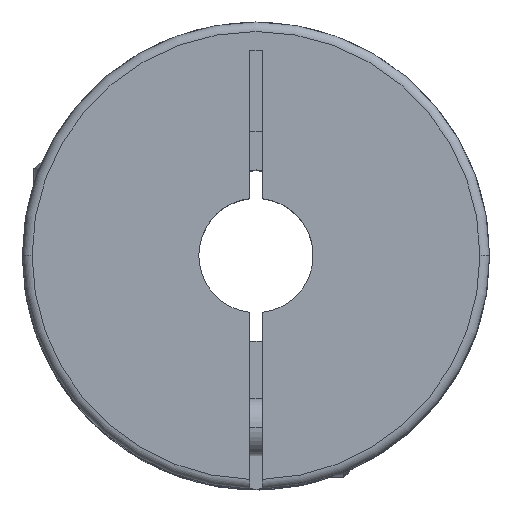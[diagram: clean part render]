
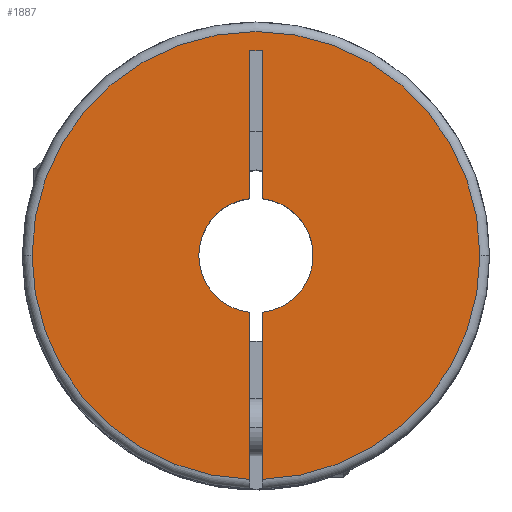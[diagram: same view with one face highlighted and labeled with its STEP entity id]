
A CAD part, top view. The second image highlights one B-rep face of the part: STEP entity #1887.
In plain terms, the highlighted planar face has unit normal (0, 0, 1).
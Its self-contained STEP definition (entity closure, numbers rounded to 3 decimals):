
#53 = CARTESIAN_POINT ( 'NONE',  ( -0.65, -5.965, 0. ) ) ;
#91 = ORIENTED_EDGE ( 'NONE', *, *, #1108, .F. ) ;
#95 = CARTESIAN_POINT ( 'NONE',  ( -6., 0., 0. ) ) ;
#109 = CIRCLE ( 'NONE', #3901, 6. ) ;
#238 = EDGE_CURVE ( 'NONE', #3137, #658, #2906, .T. ) ;
#342 = ORIENTED_EDGE ( 'NONE', *, *, #3697, .T. ) ;
#355 = VECTOR ( 'NONE', #727, 1000. ) ;
#481 = EDGE_CURVE ( 'NONE', #3708, #2300, #4476, .T. ) ;
#490 = ORIENTED_EDGE ( 'NONE', *, *, #3886, .F. ) ;
#529 = PLANE ( 'NONE',  #2026 ) ;
#548 = DIRECTION ( 'NONE',  ( 0., -1., 0. ) ) ;
#600 = CARTESIAN_POINT ( 'NONE',  ( 0.65, 21.5, 0. ) ) ;
#658 = VERTEX_POINT ( 'NONE', #2916 ) ;
#662 = DIRECTION ( 'NONE',  ( 0., -1., 0. ) ) ;
#697 = LINE ( 'NONE', #2775, #799 ) ;
#721 = ORIENTED_EDGE ( 'NONE', *, *, #4506, .F. ) ;
#727 = DIRECTION ( 'NONE',  ( 0., 1., 0. ) ) ;
#786 = VERTEX_POINT ( 'NONE', #4255 ) ;
#799 = VECTOR ( 'NONE', #3808, 1000. ) ;
#839 = CARTESIAN_POINT ( 'NONE',  ( 0., 0., 0. ) ) ;
#851 = DIRECTION ( 'NONE',  ( -1., 0., 0. ) ) ;
#873 = EDGE_CURVE ( 'NONE', #2092, #2268, #3103, .T. ) ;
#874 = CARTESIAN_POINT ( 'NONE',  ( 0., 0., 0. ) ) ;
#875 = AXIS2_PLACEMENT_3D ( 'NONE', #1634, #963, #3072 ) ;
#963 = DIRECTION ( 'NONE',  ( 0., 0., -1. ) ) ;
#1078 = LINE ( 'NONE', #3911, #355 ) ;
#1100 = VERTEX_POINT ( 'NONE', #2842 ) ;
#1108 = EDGE_CURVE ( 'NONE', #1100, #1680, #3493, .T. ) ;
#1273 = DIRECTION ( 'NONE',  ( -1., 0., 0. ) ) ;
#1343 = CARTESIAN_POINT ( 'NONE',  ( -0.65, 5.965, 0. ) ) ;
#1346 = CARTESIAN_POINT ( 'NONE',  ( 0., 0., 0. ) ) ;
#1351 = DIRECTION ( 'NONE',  ( 0., -1., 0. ) ) ;
#1353 = EDGE_CURVE ( 'NONE', #2300, #786, #697, .T. ) ;
#1383 = VECTOR ( 'NONE', #662, 1000. ) ;
#1419 = ORIENTED_EDGE ( 'NONE', *, *, #4144, .F. ) ;
#1576 = FACE_OUTER_BOUND ( 'NONE', #3630, .T. ) ;
#1632 = DIRECTION ( 'NONE',  ( -1., 0., 0. ) ) ;
#1634 = CARTESIAN_POINT ( 'NONE',  ( 0., 0., 0. ) ) ;
#1658 = CARTESIAN_POINT ( 'NONE',  ( 0., 0., 0. ) ) ;
#1668 = AXIS2_PLACEMENT_3D ( 'NONE', #3182, #3437, #4576 ) ;
#1680 = VERTEX_POINT ( 'NONE', #1343 ) ;
#1803 = CARTESIAN_POINT ( 'NONE',  ( -0.65, 21.5, 0. ) ) ;
#1887 = ADVANCED_FACE ( 'NONE', ( #1576 ), #529, .F. ) ;
#1992 = DIRECTION ( 'NONE',  ( 0., 0., -1. ) ) ;
#2022 = ORIENTED_EDGE ( 'NONE', *, *, #1353, .F. ) ;
#2026 = AXIS2_PLACEMENT_3D ( 'NONE', #1346, #2436, #548 ) ;
#2092 = VERTEX_POINT ( 'NONE', #53 ) ;
#2268 = VERTEX_POINT ( 'NONE', #95 ) ;
#2300 = VERTEX_POINT ( 'NONE', #4352 ) ;
#2391 = AXIS2_PLACEMENT_3D ( 'NONE', #3139, #2884, #4284 ) ;
#2436 = DIRECTION ( 'NONE',  ( 0., 0., -1. ) ) ;
#2555 = VERTEX_POINT ( 'NONE', #600 ) ;
#2642 = ORIENTED_EDGE ( 'NONE', *, *, #2700, .F. ) ;
#2700 = EDGE_CURVE ( 'NONE', #2092, #3137, #3589, .T. ) ;
#2775 = CARTESIAN_POINT ( 'NONE',  ( 0.65, -24.5, 0. ) ) ;
#2799 = VECTOR ( 'NONE', #4173, 1000. ) ;
#2842 = CARTESIAN_POINT ( 'NONE',  ( -0.65, 21.5, 0. ) ) ;
#2843 = VERTEX_POINT ( 'NONE', #3050 ) ;
#2884 = DIRECTION ( 'NONE',  ( 0., 0., -1. ) ) ;
#2906 = CIRCLE ( 'NONE', #875, 23.5 ) ;
#2916 = CARTESIAN_POINT ( 'NONE',  ( -23.5, 0., 0. ) ) ;
#2972 = EDGE_CURVE ( 'NONE', #2268, #1680, #3385, .T. ) ;
#3016 = ORIENTED_EDGE ( 'NONE', *, *, #2972, .T. ) ;
#3050 = CARTESIAN_POINT ( 'NONE',  ( 0.65, 5.965, 0. ) ) ;
#3072 = DIRECTION ( 'NONE',  ( -1., 0., 0. ) ) ;
#3076 = DIRECTION ( 'NONE',  ( 0., 0., -1. ) ) ;
#3103 = CIRCLE ( 'NONE', #1668, 6. ) ;
#3137 = VERTEX_POINT ( 'NONE', #4610 ) ;
#3139 = CARTESIAN_POINT ( 'NONE',  ( 0., 0., 0. ) ) ;
#3180 = AXIS2_PLACEMENT_3D ( 'NONE', #839, #4031, #1632 ) ;
#3182 = CARTESIAN_POINT ( 'NONE',  ( 0., 0., 0. ) ) ;
#3385 = CIRCLE ( 'NONE', #2391, 6. ) ;
#3392 = AXIS2_PLACEMENT_3D ( 'NONE', #874, #1992, #851 ) ;
#3437 = DIRECTION ( 'NONE',  ( 0., 0., -1. ) ) ;
#3493 = LINE ( 'NONE', #4241, #1383 ) ;
#3589 = LINE ( 'NONE', #1803, #4392 ) ;
#3611 = CIRCLE ( 'NONE', #3180, 23.5 ) ;
#3630 = EDGE_LOOP ( 'NONE', ( #4324, #2642, #4242, #3016, #91, #490, #721, #342, #2022, #4171, #1419 ) ) ;
#3697 = EDGE_CURVE ( 'NONE', #2843, #786, #109, .T. ) ;
#3708 = VERTEX_POINT ( 'NONE', #4057 ) ;
#3808 = DIRECTION ( 'NONE',  ( 0., 1., 0. ) ) ;
#3886 = EDGE_CURVE ( 'NONE', #2555, #1100, #4518, .T. ) ;
#3901 = AXIS2_PLACEMENT_3D ( 'NONE', #1658, #3076, #1273 ) ;
#3911 = CARTESIAN_POINT ( 'NONE',  ( 0.65, -24.5, 0. ) ) ;
#4031 = DIRECTION ( 'NONE',  ( 0., 0., -1. ) ) ;
#4057 = CARTESIAN_POINT ( 'NONE',  ( 23.5, 0., 0. ) ) ;
#4144 = EDGE_CURVE ( 'NONE', #658, #3708, #3611, .T. ) ;
#4171 = ORIENTED_EDGE ( 'NONE', *, *, #481, .F. ) ;
#4173 = DIRECTION ( 'NONE',  ( -1., 0., 0. ) ) ;
#4241 = CARTESIAN_POINT ( 'NONE',  ( -0.65, 21.5, 0. ) ) ;
#4242 = ORIENTED_EDGE ( 'NONE', *, *, #873, .T. ) ;
#4255 = CARTESIAN_POINT ( 'NONE',  ( 0.65, -5.965, 0. ) ) ;
#4284 = DIRECTION ( 'NONE',  ( -1., 0., 0. ) ) ;
#4324 = ORIENTED_EDGE ( 'NONE', *, *, #238, .F. ) ;
#4352 = CARTESIAN_POINT ( 'NONE',  ( 0.65, -23.491, 0. ) ) ;
#4392 = VECTOR ( 'NONE', #1351, 1000. ) ;
#4476 = CIRCLE ( 'NONE', #3392, 23.5 ) ;
#4506 = EDGE_CURVE ( 'NONE', #2843, #2555, #1078, .T. ) ;
#4518 = LINE ( 'NONE', #4568, #2799 ) ;
#4568 = CARTESIAN_POINT ( 'NONE',  ( 0.65, 21.5, 0. ) ) ;
#4576 = DIRECTION ( 'NONE',  ( -1., 0., 0. ) ) ;
#4610 = CARTESIAN_POINT ( 'NONE',  ( -0.65, -23.491, 0. ) ) ;
